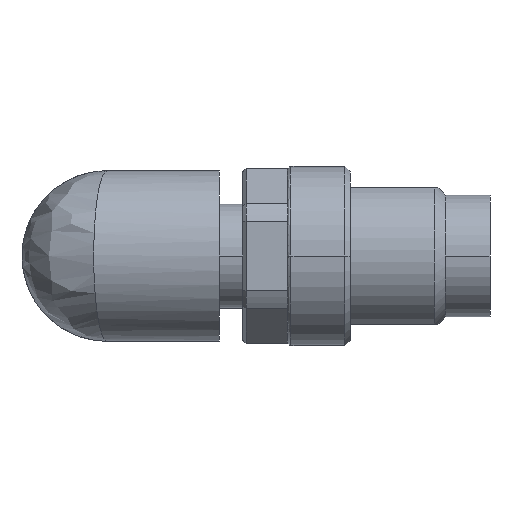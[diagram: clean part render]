
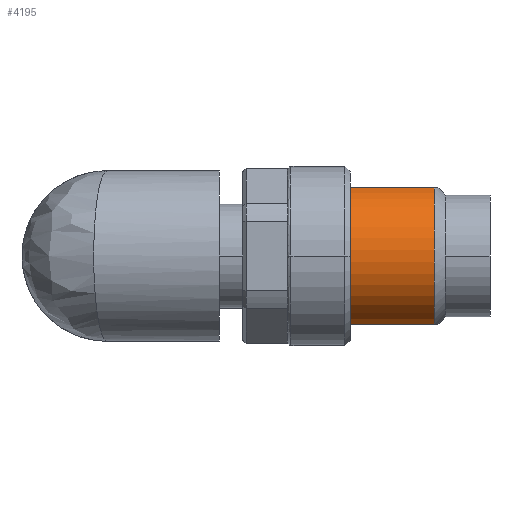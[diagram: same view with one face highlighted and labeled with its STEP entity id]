
A CAD part, left-side view. The second image highlights one B-rep face of the part: STEP entity #4195.
In plain terms, the highlighted cylindrical face has radius 4 mm (diameter 8 mm), a partial arc.
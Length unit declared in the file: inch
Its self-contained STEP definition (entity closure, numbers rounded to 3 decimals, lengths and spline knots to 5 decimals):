
#3 = LINE ( 'NONE', #1067, #981 ) ;
#106 = VERTEX_POINT ( 'NONE', #1099 ) ;
#109 = CARTESIAN_POINT ( 'NONE',  ( -0.05906, -0.7185, 0. ) ) ;
#213 = DIRECTION ( 'NONE',  ( 0., -1., 0. ) ) ;
#235 = VERTEX_POINT ( 'NONE', #4331 ) ;
#244 = ORIENTED_EDGE ( 'NONE', *, *, #3395, .F. ) ;
#374 = VERTEX_POINT ( 'NONE', #465 ) ;
#465 = CARTESIAN_POINT ( 'NONE',  ( -0.10823, -0.53346, 0.14961 ) ) ;
#487 = CIRCLE ( 'NONE', #2957, 0.15748 ) ;
#624 = CIRCLE ( 'NONE', #1825, 0.15748 ) ;
#649 = EDGE_LOOP ( 'NONE', ( #2777, #244, #4004, #3455 ) ) ;
#705 = VECTOR ( 'NONE', #213, 39.37008 ) ;
#750 = CYLINDRICAL_SURFACE ( 'NONE', #2824, 0.15748 ) ;
#815 = CARTESIAN_POINT ( 'NONE',  ( -0.05906, -0.62598, 0. ) ) ;
#981 = VECTOR ( 'NONE', #4073, 39.37008 ) ;
#1067 = CARTESIAN_POINT ( 'NONE',  ( -0.10823, -0.53346, 0.14961 ) ) ;
#1099 = CARTESIAN_POINT ( 'NONE',  ( -0.10823, -0.53346, -0.14961 ) ) ;
#1168 = FACE_OUTER_BOUND ( 'NONE', #649, .T. ) ;
#1189 = DIRECTION ( 'NONE',  ( 0., 1., 0. ) ) ;
#1465 = DIRECTION ( 'NONE',  ( 0., 1., 0. ) ) ;
#1474 = EDGE_CURVE ( 'NONE', #235, #3018, #487, .T. ) ;
#1825 = AXIS2_PLACEMENT_3D ( 'NONE', #2580, #1189, #1940 ) ;
#1940 = DIRECTION ( 'NONE',  ( 1., 0., 0. ) ) ;
#2164 = LINE ( 'NONE', #4192, #705 ) ;
#2408 = EDGE_CURVE ( 'NONE', #106, #235, #2164, .T. ) ;
#2580 = CARTESIAN_POINT ( 'NONE',  ( -0.05906, -0.53346, 0. ) ) ;
#2777 = ORIENTED_EDGE ( 'NONE', *, *, #3119, .T. ) ;
#2824 = AXIS2_PLACEMENT_3D ( 'NONE', #815, #3825, #3538 ) ;
#2957 = AXIS2_PLACEMENT_3D ( 'NONE', #109, #1465, #4102 ) ;
#3018 = VERTEX_POINT ( 'NONE', #4296 ) ;
#3119 = EDGE_CURVE ( 'NONE', #3018, #374, #3, .T. ) ;
#3395 = EDGE_CURVE ( 'NONE', #106, #374, #624, .T. ) ;
#3455 = ORIENTED_EDGE ( 'NONE', *, *, #1474, .T. ) ;
#3538 = DIRECTION ( 'NONE',  ( 1., 0., 0. ) ) ;
#3825 = DIRECTION ( 'NONE',  ( 0., -1., 0. ) ) ;
#4004 = ORIENTED_EDGE ( 'NONE', *, *, #2408, .T. ) ;
#4073 = DIRECTION ( 'NONE',  ( 0., 1., 0. ) ) ;
#4102 = DIRECTION ( 'NONE',  ( 1., 0., 0. ) ) ;
#4192 = CARTESIAN_POINT ( 'NONE',  ( -0.10823, -0.62598, -0.14961 ) ) ;
#4195 = ADVANCED_FACE ( 'NONE', ( #1168 ), #750, .T. ) ;
#4296 = CARTESIAN_POINT ( 'NONE',  ( -0.10823, -0.7185, 0.14961 ) ) ;
#4331 = CARTESIAN_POINT ( 'NONE',  ( -0.10823, -0.7185, -0.14961 ) ) ;
